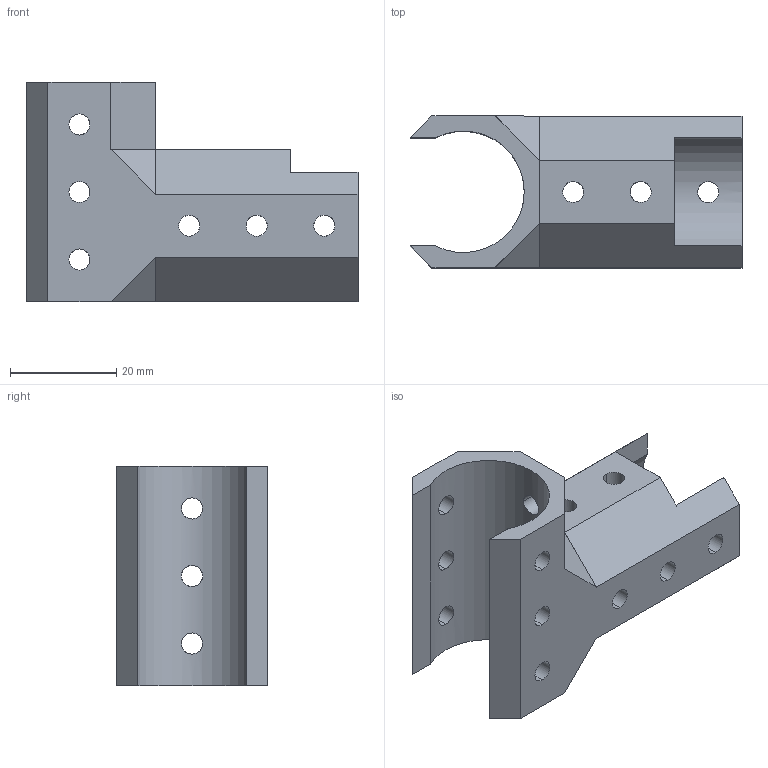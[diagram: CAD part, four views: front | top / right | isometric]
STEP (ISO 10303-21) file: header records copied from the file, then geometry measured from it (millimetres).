
FILE_DESCRIPTION (( 'STEP AP214' ), '1' );
FILE_NAME ('90 Degree End Joint.STEP', '2018-12-02T00:49:36', ( '' ), ( '' ), 'SwSTEP 2.0', 'SolidWorks 2018', '' );
FILE_SCHEMA (( 'AUTOMOTIVE_DESIGN' ));
Length unit declared in the file: inch
Products named in the file (1): 90 Degree End Joint
Bounding box: 62.43 x 28.57 x 41.27 mm (x, y, z)
Volume: 17904.8 mm3; surface area: 11960.3 mm2
Topology: 1 solids, 1 shells, 74 faces, 228 edges, 150 vertices
Faces by surface type: cylinder 43, plane 31
Entity records: 3668 total; most frequent: CARTESIAN_POINT 1573, ORIENTED_EDGE 456, DIRECTION 374, EDGE_CURVE 228, VERTEX_POINT 150, LINE 128, VECTOR 128, AXIS2_PLACEMENT_3D 123
